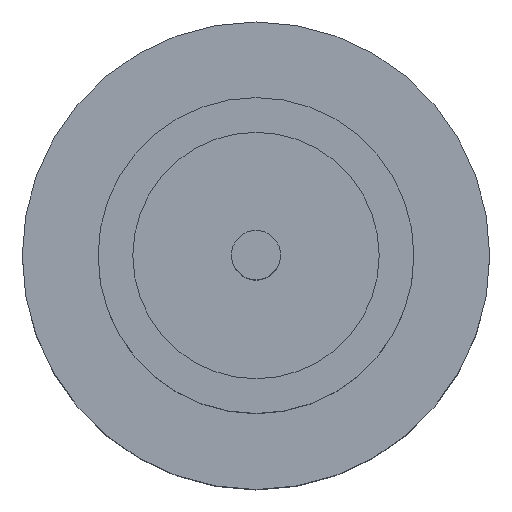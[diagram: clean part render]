
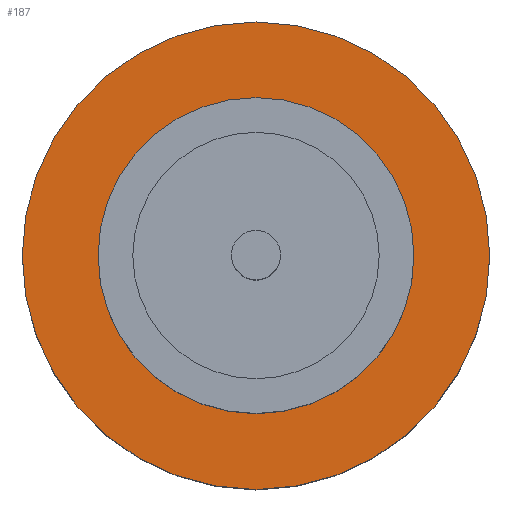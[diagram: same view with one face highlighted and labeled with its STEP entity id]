
A CAD part, top view. The second image highlights one B-rep face of the part: STEP entity #187.
In plain terms, the highlighted planar face has unit normal (0, 0, 1).
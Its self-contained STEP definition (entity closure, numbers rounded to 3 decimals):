
#3 = ORIENTED_EDGE ( 'NONE', *, *, #42, .T. ) ;
#13 = VERTEX_POINT ( 'NONE', #341 ) ;
#16 = DIRECTION ( 'NONE',  ( 0., 0., 1. ) ) ;
#38 = AXIS2_PLACEMENT_3D ( 'NONE', #801, #16, #155 ) ;
#42 = EDGE_CURVE ( 'NONE', #786, #276, #499, .T. ) ;
#59 = CARTESIAN_POINT ( 'NONE',  ( -1.85, 0., 1.55 ) ) ;
#72 = EDGE_CURVE ( 'NONE', #13, #572, #230, .T. ) ;
#117 = DIRECTION ( 'NONE',  ( 1., 0., 0. ) ) ;
#134 = DIRECTION ( 'NONE',  ( 0., 0., 1. ) ) ;
#155 = DIRECTION ( 'NONE',  ( 1., 0., 0. ) ) ;
#180 = DIRECTION ( 'NONE',  ( 0., 0., 1. ) ) ;
#187 = ADVANCED_FACE ( 'NONE', ( #537, #649 ), #556, .T. ) ;
#206 = DIRECTION ( 'NONE',  ( 0., 0., 1. ) ) ;
#230 = CIRCLE ( 'NONE', #328, 1.25 ) ;
#244 = DIRECTION ( 'NONE',  ( 1., 0., 0. ) ) ;
#252 = ORIENTED_EDGE ( 'NONE', *, *, #495, .F. ) ;
#276 = VERTEX_POINT ( 'NONE', #59 ) ;
#308 = CARTESIAN_POINT ( 'NONE',  ( 0., 0., 1.55 ) ) ;
#328 = AXIS2_PLACEMENT_3D ( 'NONE', #798, #206, #657 ) ;
#341 = CARTESIAN_POINT ( 'NONE',  ( 1.25, 0., 1.55 ) ) ;
#354 = AXIS2_PLACEMENT_3D ( 'NONE', #308, #646, #244 ) ;
#397 = EDGE_LOOP ( 'NONE', ( #581, #252 ) ) ;
#409 = EDGE_LOOP ( 'NONE', ( #797, #3 ) ) ;
#416 = CIRCLE ( 'NONE', #354, 1.85 ) ;
#479 = CARTESIAN_POINT ( 'NONE',  ( 0., 0., 1.55 ) ) ;
#495 = EDGE_CURVE ( 'NONE', #572, #13, #662, .T. ) ;
#499 = CIRCLE ( 'NONE', #548, 1.85 ) ;
#522 = EDGE_CURVE ( 'NONE', #276, #786, #416, .T. ) ;
#537 = FACE_BOUND ( 'NONE', #397, .T. ) ;
#548 = AXIS2_PLACEMENT_3D ( 'NONE', #479, #134, #600 ) ;
#556 = PLANE ( 'NONE',  #38 ) ;
#568 = CARTESIAN_POINT ( 'NONE',  ( 0., 0., 1.55 ) ) ;
#572 = VERTEX_POINT ( 'NONE', #843 ) ;
#581 = ORIENTED_EDGE ( 'NONE', *, *, #72, .F. ) ;
#584 = AXIS2_PLACEMENT_3D ( 'NONE', #568, #180, #117 ) ;
#600 = DIRECTION ( 'NONE',  ( 1., 0., 0. ) ) ;
#646 = DIRECTION ( 'NONE',  ( 0., 0., 1. ) ) ;
#649 = FACE_OUTER_BOUND ( 'NONE', #409, .T. ) ;
#657 = DIRECTION ( 'NONE',  ( 1., 0., 0. ) ) ;
#662 = CIRCLE ( 'NONE', #584, 1.25 ) ;
#756 = CARTESIAN_POINT ( 'NONE',  ( 1.85, 0., 1.55 ) ) ;
#786 = VERTEX_POINT ( 'NONE', #756 ) ;
#797 = ORIENTED_EDGE ( 'NONE', *, *, #522, .T. ) ;
#798 = CARTESIAN_POINT ( 'NONE',  ( 0., 0., 1.55 ) ) ;
#801 = CARTESIAN_POINT ( 'NONE',  ( 0., 0., 1.55 ) ) ;
#843 = CARTESIAN_POINT ( 'NONE',  ( -1.25, 0., 1.55 ) ) ;
